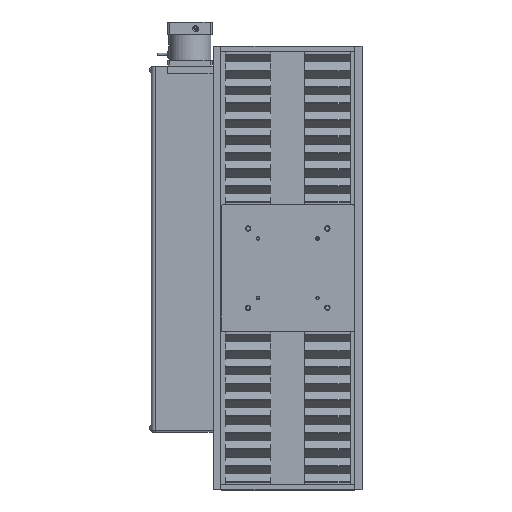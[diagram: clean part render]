
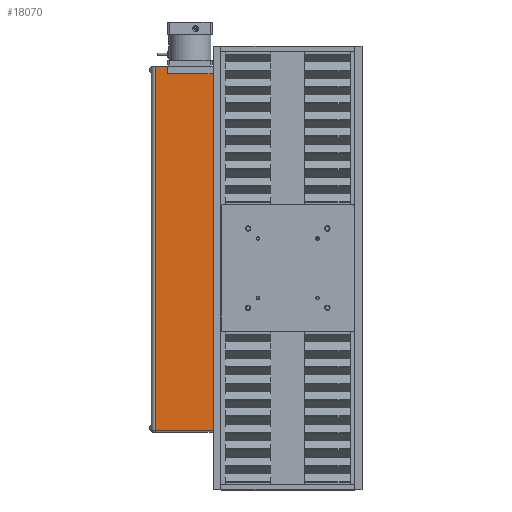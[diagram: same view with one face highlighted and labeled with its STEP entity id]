
A CAD part, top view. The second image highlights one B-rep face of the part: STEP entity #18070.
In plain terms, the highlighted planar face has unit normal (0, 0, 1).
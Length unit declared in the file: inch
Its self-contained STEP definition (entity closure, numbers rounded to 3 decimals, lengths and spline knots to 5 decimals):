
#1233 = VECTOR ( 'NONE', #10720, 39.37008 ) ;
#1730 = DIRECTION ( 'NONE',  ( 0., -1., 0. ) ) ;
#1736 = CARTESIAN_POINT ( 'NONE',  ( -6.688, 1.0221, 1.86 ) ) ;
#1757 = LINE ( 'NONE', #1736, #7773 ) ;
#1768 = EDGE_LOOP ( 'NONE', ( #10460, #10558, #6219, #6501, #2258, #2224, #19094 ) ) ;
#1940 = VECTOR ( 'NONE', #7020, 39.37008 ) ;
#2224 = ORIENTED_EDGE ( 'NONE', *, *, #20283, .F. ) ;
#2258 = ORIENTED_EDGE ( 'NONE', *, *, #3065, .T. ) ;
#3065 = EDGE_CURVE ( 'NONE', #9949, #9945, #7044, .T. ) ;
#3155 = CARTESIAN_POINT ( 'NONE',  ( -3.75, -1.37, 1.86 ) ) ;
#4350 = CARTESIAN_POINT ( 'NONE',  ( -3.75, -1.37, 1.86 ) ) ;
#4431 = DIRECTION ( 'NONE',  ( 1., 0., 0. ) ) ;
#4434 = CARTESIAN_POINT ( 'NONE',  ( -6.688, -1.37, 1.86 ) ) ;
#4453 = LINE ( 'NONE', #4434, #12774 ) ;
#6011 = VERTEX_POINT ( 'NONE', #12741 ) ;
#6091 = VERTEX_POINT ( 'NONE', #12405 ) ;
#6219 = ORIENTED_EDGE ( 'NONE', *, *, #13825, .F. ) ;
#6501 = ORIENTED_EDGE ( 'NONE', *, *, #7963, .T. ) ;
#6925 = VERTEX_POINT ( 'NONE', #7653 ) ;
#7020 = DIRECTION ( 'NONE',  ( 1., 0., 0. ) ) ;
#7022 = CARTESIAN_POINT ( 'NONE',  ( -6.688, -19.4008, 1.86 ) ) ;
#7044 = LINE ( 'NONE', #7022, #1940 ) ;
#7623 = VERTEX_POINT ( 'NONE', #3155 ) ;
#7653 = CARTESIAN_POINT ( 'NONE',  ( -6.0625, -0.995, 1.86 ) ) ;
#7773 = VECTOR ( 'NONE', #1730, 39.37008 ) ;
#7963 = EDGE_CURVE ( 'NONE', #16404, #9949, #1757, .T. ) ;
#8560 = EDGE_CURVE ( 'NONE', #6925, #6091, #19081, .T. ) ;
#8650 = EDGE_CURVE ( 'NONE', #6091, #6011, #18665, .T. ) ;
#9799 = DIRECTION ( 'NONE',  ( 0., 1., 0. ) ) ;
#9818 = DIRECTION ( 'NONE',  ( 0., 0., -1. ) ) ;
#9823 = CARTESIAN_POINT ( 'NONE',  ( -6.688, 1.0221, 1.86 ) ) ;
#9826 = PLANE ( 'NONE',  #14489 ) ;
#9845 = FACE_OUTER_BOUND ( 'NONE', #1768, .T. ) ;
#9945 = VERTEX_POINT ( 'NONE', #12018 ) ;
#9949 = VERTEX_POINT ( 'NONE', #11982 ) ;
#10460 = ORIENTED_EDGE ( 'NONE', *, *, #8650, .F. ) ;
#10558 = ORIENTED_EDGE ( 'NONE', *, *, #8560, .F. ) ;
#10720 = DIRECTION ( 'NONE',  ( 0., -1., 0. ) ) ;
#11469 = DIRECTION ( 'NONE',  ( 1., 0., 0. ) ) ;
#11471 = CARTESIAN_POINT ( 'NONE',  ( -6.688, -0.995, 1.86 ) ) ;
#11498 = LINE ( 'NONE', #11471, #13386 ) ;
#11982 = CARTESIAN_POINT ( 'NONE',  ( -6.688, -19.4008, 1.86 ) ) ;
#12018 = CARTESIAN_POINT ( 'NONE',  ( -3.75, -19.4008, 1.86 ) ) ;
#12405 = CARTESIAN_POINT ( 'NONE',  ( -6.0625, -1.37, 1.86 ) ) ;
#12741 = CARTESIAN_POINT ( 'NONE',  ( -3.7655, -1.37, 1.86 ) ) ;
#12774 = VECTOR ( 'NONE', #4431, 39.37008 ) ;
#13386 = VECTOR ( 'NONE', #11469, 39.37008 ) ;
#13825 = EDGE_CURVE ( 'NONE', #16404, #6925, #11498, .T. ) ;
#14489 = AXIS2_PLACEMENT_3D ( 'NONE', #9823, #9818, #9799 ) ;
#15169 = EDGE_CURVE ( 'NONE', #6011, #7623, #4453, .T. ) ;
#16404 = VERTEX_POINT ( 'NONE', #19495 ) ;
#17107 = VECTOR ( 'NONE', #19045, 39.37008 ) ;
#17782 = VECTOR ( 'NONE', #18633, 39.37008 ) ;
#18070 = ADVANCED_FACE ( 'NONE', ( #9845 ), #9826, .F. ) ;
#18633 = DIRECTION ( 'NONE',  ( 1., 0., 0. ) ) ;
#18636 = LINE ( 'NONE', #4350, #1233 ) ;
#18643 = CARTESIAN_POINT ( 'NONE',  ( -6.688, -1.37, 1.86 ) ) ;
#18665 = LINE ( 'NONE', #18643, #17782 ) ;
#19045 = DIRECTION ( 'NONE',  ( 0., -1., 0. ) ) ;
#19054 = CARTESIAN_POINT ( 'NONE',  ( -6.0625, 1.0221, 1.86 ) ) ;
#19081 = LINE ( 'NONE', #19054, #17107 ) ;
#19094 = ORIENTED_EDGE ( 'NONE', *, *, #15169, .F. ) ;
#19495 = CARTESIAN_POINT ( 'NONE',  ( -6.688, -0.995, 1.86 ) ) ;
#20283 = EDGE_CURVE ( 'NONE', #7623, #9945, #18636, .T. ) ;
